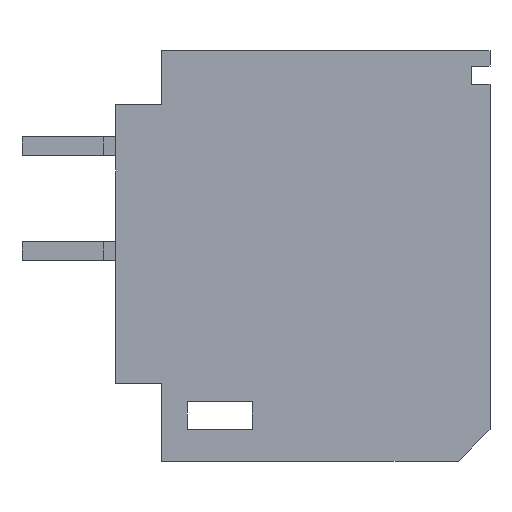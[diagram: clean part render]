
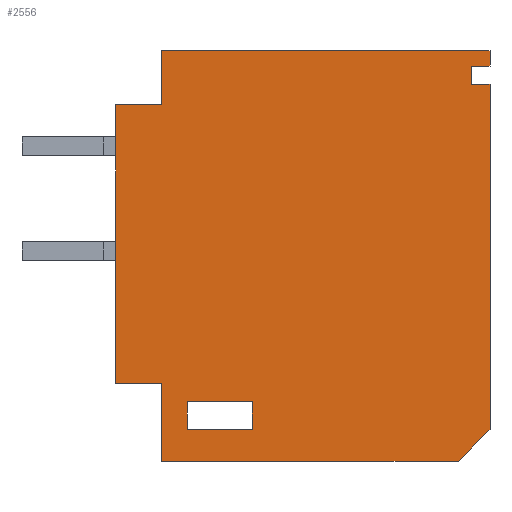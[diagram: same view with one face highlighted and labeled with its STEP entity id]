
A CAD part, left-side view. The second image highlights one B-rep face of the part: STEP entity #2556.
In plain terms, the highlighted planar face has unit normal (-1, 0, 0).
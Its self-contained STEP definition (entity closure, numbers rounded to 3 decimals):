
#1=DIRECTION('',(0.,-1.,0.));
#2=VECTOR('',#1,49.264);
#3=CARTESIAN_POINT('',(0.,-100.,-355.23));
#4=LINE('',#3,#2);
#5=DIRECTION('',(0.,-1.,0.));
#6=VECTOR('',#5,49.264);
#7=CARTESIAN_POINT('',(0.,-100.,-57.953));
#8=LINE('',#7,#6);
#9=DIRECTION('',(0.,0.,-1.));
#10=VECTOR('',#9,57.953);
#11=CARTESIAN_POINT('',(0.,-149.264,0.));
#12=LINE('',#11,#10);
#13=DIRECTION('',(0.,-1.,0.));
#14=VECTOR('',#13,350.236);
#15=CARTESIAN_POINT('',(0.,-149.264,0.));
#16=LINE('',#15,#14);
#17=DIRECTION('',(0.,0.,-1.));
#18=VECTOR('',#17,16.492);
#19=CARTESIAN_POINT('',(0.,-499.5,0.));
#20=LINE('',#19,#18);
#21=DIRECTION('',(0.,1.,0.));
#22=VECTOR('',#21,19.41);
#23=CARTESIAN_POINT('',(0.,-499.5,-16.492));
#24=LINE('',#23,#22);
#25=DIRECTION('',(0.,0.,1.));
#26=VECTOR('',#25,19.41);
#27=CARTESIAN_POINT('',(0.,-480.09,-35.902));
#28=LINE('',#27,#26);
#29=DIRECTION('',(0.,1.,0.));
#30=VECTOR('',#29,19.41);
#31=CARTESIAN_POINT('',(0.,-499.5,-35.902));
#32=LINE('',#31,#30);
#33=DIRECTION('',(0.,0.,-1.));
#34=VECTOR('',#33,368.488);
#35=CARTESIAN_POINT('',(0.,-499.5,-35.902));
#36=LINE('',#35,#34);
#37=DIRECTION('',(0.,-0.707,0.707));
#38=VECTOR('',#37,48.239);
#39=CARTESIAN_POINT('',(0.,-465.39,-438.5));
#40=LINE('',#39,#38);
#41=DIRECTION('',(0.,1.,0.));
#42=VECTOR('',#41,316.125);
#43=CARTESIAN_POINT('',(0.,-465.39,-438.5));
#44=LINE('',#43,#42);
#45=DIRECTION('',(0.,0.,1.));
#46=VECTOR('',#45,83.27);
#47=CARTESIAN_POINT('',(0.,-149.264,-438.5));
#48=LINE('',#47,#46);
#49=DIRECTION('',(0.,0.,1.));
#50=VECTOR('',#49,29.401);
#51=CARTESIAN_POINT('',(0.,-176.215,-404.231));
#52=LINE('',#51,#50);
#53=DIRECTION('',(0.,1.,0.));
#54=VECTOR('',#53,69.419);
#55=CARTESIAN_POINT('',(0.,-245.634,-404.231));
#56=LINE('',#55,#54);
#57=DIRECTION('',(0.,0.,-1.));
#58=VECTOR('',#57,29.401);
#59=CARTESIAN_POINT('',(0.,-245.634,-374.83));
#60=LINE('',#59,#58);
#61=DIRECTION('',(0.,-1.,0.));
#62=VECTOR('',#61,69.419);
#63=CARTESIAN_POINT('',(0.,-176.215,-374.83));
#64=LINE('',#63,#62);
#665=DIRECTION('',(0.,0.,-1.));
#666=VECTOR('',#665,297.277);
#667=CARTESIAN_POINT('',(0.,-100.,-57.953));
#668=LINE('',#667,#666);
#1913=CARTESIAN_POINT('',(0.,-499.5,0.));
#1915=VERTEX_POINT('',#1913);
#2093=CARTESIAN_POINT('',(0.,-100.,-355.23));
#2094=CARTESIAN_POINT('',(0.,-149.264,-355.23));
#2095=VERTEX_POINT('',#2093);
#2096=VERTEX_POINT('',#2094);
#2097=CARTESIAN_POINT('',(0.,-149.264,-438.5));
#2098=VERTEX_POINT('',#2097);
#2099=CARTESIAN_POINT('',(0.,-149.264,0.));
#2100=CARTESIAN_POINT('',(0.,-149.264,-57.953));
#2101=VERTEX_POINT('',#2099);
#2102=VERTEX_POINT('',#2100);
#2103=CARTESIAN_POINT('',(0.,-100.,-57.953));
#2104=VERTEX_POINT('',#2103);
#2105=CARTESIAN_POINT('',(0.,-499.5,-35.902));
#2106=CARTESIAN_POINT('',(0.,-480.09,-35.902));
#2107=VERTEX_POINT('',#2105);
#2108=VERTEX_POINT('',#2106);
#2109=CARTESIAN_POINT('',(0.,-480.09,-16.492));
#2110=VERTEX_POINT('',#2109);
#2111=CARTESIAN_POINT('',(0.,-499.5,-16.492));
#2112=VERTEX_POINT('',#2111);
#2113=CARTESIAN_POINT('',(0.,-176.215,-404.231));
#2114=CARTESIAN_POINT('',(0.,-176.215,-374.83));
#2115=VERTEX_POINT('',#2113);
#2116=VERTEX_POINT('',#2114);
#2117=CARTESIAN_POINT('',(0.,-245.634,-374.83));
#2118=VERTEX_POINT('',#2117);
#2119=CARTESIAN_POINT('',(0.,-245.634,-404.231));
#2120=VERTEX_POINT('',#2119);
#2121=CARTESIAN_POINT('',(0.,-465.39,-438.5));
#2122=CARTESIAN_POINT('',(0.,-499.5,-404.39));
#2123=VERTEX_POINT('',#2121);
#2124=VERTEX_POINT('',#2122);
#2513=CARTESIAN_POINT('',(0.,0.,0.));
#2514=DIRECTION('',(1.,0.,0.));
#2515=DIRECTION('',(0.,-1.,0.));
#2516=AXIS2_PLACEMENT_3D('',#2513,#2514,#2515);
#2517=PLANE('',#2516);
#2519=ORIENTED_EDGE('',*,*,#2518,.F.);
#2521=ORIENTED_EDGE('',*,*,#2520,.F.);
#2523=ORIENTED_EDGE('',*,*,#2522,.T.);
#2525=ORIENTED_EDGE('',*,*,#2524,.F.);
#2527=ORIENTED_EDGE('',*,*,#2526,.T.);
#2529=ORIENTED_EDGE('',*,*,#2528,.T.);
#2531=ORIENTED_EDGE('',*,*,#2530,.T.);
#2533=ORIENTED_EDGE('',*,*,#2532,.F.);
#2535=ORIENTED_EDGE('',*,*,#2534,.F.);
#2537=ORIENTED_EDGE('',*,*,#2536,.T.);
#2539=ORIENTED_EDGE('',*,*,#2538,.F.);
#2541=ORIENTED_EDGE('',*,*,#2540,.T.);
#2543=ORIENTED_EDGE('',*,*,#2542,.T.);
#2544=EDGE_LOOP('',(#2519,#2521,#2523,#2525,#2527,#2529,#2531,#2533,#2535,#2537,
#2539,#2541,#2543));
#2545=FACE_OUTER_BOUND('',#2544,.F.);
#2547=ORIENTED_EDGE('',*,*,#2546,.F.);
#2549=ORIENTED_EDGE('',*,*,#2548,.F.);
#2551=ORIENTED_EDGE('',*,*,#2550,.F.);
#2553=ORIENTED_EDGE('',*,*,#2552,.F.);
#2554=EDGE_LOOP('',(#2547,#2549,#2551,#2553));
#2555=FACE_BOUND('',#2554,.F.);
#2556=ADVANCED_FACE('',(#2545,#2555),#2517,.F.);
#2518=EDGE_CURVE('',#2095,#2096,#4,.T.);
#2520=EDGE_CURVE('',#2104,#2095,#668,.T.);
#2522=EDGE_CURVE('',#2104,#2102,#8,.T.);
#2524=EDGE_CURVE('',#2101,#2102,#12,.T.);
#2526=EDGE_CURVE('',#2101,#1915,#16,.T.);
#2528=EDGE_CURVE('',#1915,#2112,#20,.T.);
#2530=EDGE_CURVE('',#2112,#2110,#24,.T.);
#2532=EDGE_CURVE('',#2108,#2110,#28,.T.);
#2534=EDGE_CURVE('',#2107,#2108,#32,.T.);
#2536=EDGE_CURVE('',#2107,#2124,#36,.T.);
#2538=EDGE_CURVE('',#2123,#2124,#40,.T.);
#2540=EDGE_CURVE('',#2123,#2098,#44,.T.);
#2542=EDGE_CURVE('',#2098,#2096,#48,.T.);
#2546=EDGE_CURVE('',#2115,#2116,#52,.T.);
#2548=EDGE_CURVE('',#2120,#2115,#56,.T.);
#2550=EDGE_CURVE('',#2118,#2120,#60,.T.);
#2552=EDGE_CURVE('',#2116,#2118,#64,.T.);
